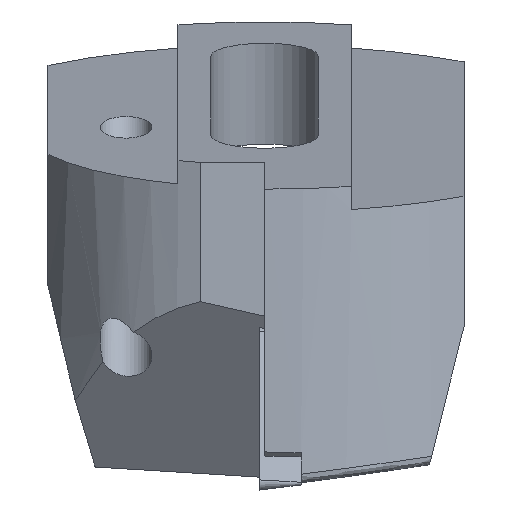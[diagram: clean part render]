
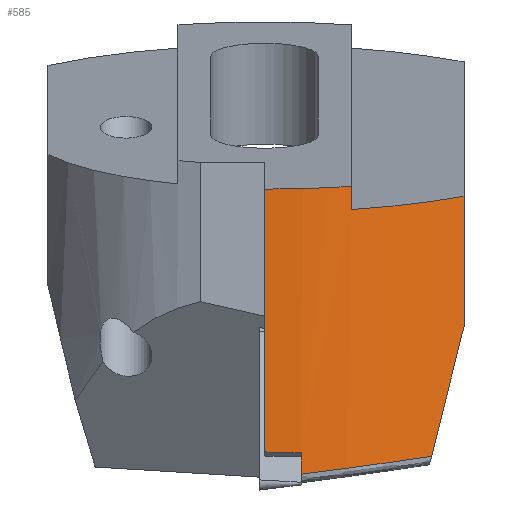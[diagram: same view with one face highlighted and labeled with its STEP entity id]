
A CAD part, left-side view. The second image highlights one B-rep face of the part: STEP entity #585.
In plain terms, the highlighted cylindrical face has radius 19.67 mm (diameter 39.341 mm), a partial arc.
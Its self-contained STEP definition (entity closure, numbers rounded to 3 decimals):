
#413=EDGE_CURVE('240[2]',#973,#974,#975,.T.);
#514=EDGE_CURVE('240[2]',#1034,#1107,#1108,.T.);
#516=EDGE_CURVE('240[2]',#1110,#773,#1111,.T.);
#534=EDGE_CURVE('240[2]',#773,#1107,#1133,.T.);
#543=EDGE_CURVE('240[2]',#1143,#1007,#1144,.T.);
#553=EDGE_CURVE('240[2]',#1110,#1007,#1157,.T.);
#585=ADVANCED_FACE('240[2]',(#1193),#1194,.T.);
#646=EDGE_CURVE('240[2]',#1034,#974,#1264,.T.);
#659=EDGE_CURVE('240[2]',#1150,#1143,#1278,.T.);
#668=EDGE_CURVE('240[2]',#973,#1150,#1288,.T.);
#773=VERTEX_POINT('NONE',#1448);
#973=VERTEX_POINT('NONE',#1819);
#974=VERTEX_POINT('NONE',#1820);
#975=(B_SPLINE_CURVE(3,(#1822,#1823,#1824,#1825),.UNSPECIFIED.,.F.,.F.)B_SPLINE_CURVE_WITH_KNOTS((4,4),(3.142,3.249),.UNSPECIFIED.)RATIONAL_B_SPLINE_CURVE((1.0,0.999,0.999,1.0))BOUNDED_CURVE()REPRESENTATION_ITEM('')GEOMETRIC_REPRESENTATION_ITEM()CURVE());
#1007=VERTEX_POINT('NONE',#1885);
#1034=VERTEX_POINT('NONE',#1954);
#1107=VERTEX_POINT('NONE',#2084);
#1108=(B_SPLINE_CURVE(3,(#2086,#2087,#2088,#2089),.UNSPECIFIED.,.F.,.F.)B_SPLINE_CURVE_WITH_KNOTS((4,4),(1.275,1.68),.UNSPECIFIED.)RATIONAL_B_SPLINE_CURVE((1.0,0.986,0.986,1.0))BOUNDED_CURVE()REPRESENTATION_ITEM('')GEOMETRIC_REPRESENTATION_ITEM()CURVE());
#1110=VERTEX_POINT('NONE',#2098);
#1111=LINE('',#2099,#2100);
#1133=(B_SPLINE_CURVE(3,(#2159,#2160,#2161,#2162),.UNSPECIFIED.,.F.,.F.)B_SPLINE_CURVE_WITH_KNOTS((4,4),(4.153,4.265),.UNSPECIFIED.)RATIONAL_B_SPLINE_CURVE((1.0,0.999,0.999,1.0))BOUNDED_CURVE()REPRESENTATION_ITEM('')GEOMETRIC_REPRESENTATION_ITEM()CURVE());
#1143=VERTEX_POINT('NONE',#2193);
#1144=LINE('',#2194,#2195);
#1150=VERTEX_POINT('NONE',#2203);
#1157=(B_SPLINE_CURVE(3,(#2214,#2215,#2216,#2217),.UNSPECIFIED.,.F.,.F.)B_SPLINE_CURVE_WITH_KNOTS((4,4),(5.659,6.026),.UNSPECIFIED.)RATIONAL_B_SPLINE_CURVE((1.0,0.989,0.989,1.0))BOUNDED_CURVE()REPRESENTATION_ITEM('')GEOMETRIC_REPRESENTATION_ITEM()CURVE());
#1193=FACE_OUTER_BOUND('',#2313,.T.);
#1194=CYLINDRICAL_SURFACE('',#2314,19.67);
#1264=LINE('',#2465,#2466);
#1278=(B_SPLINE_CURVE(3,(#2489,#2490,#2491,#2492),.UNSPECIFIED.,.F.,.F.)B_SPLINE_CURVE_WITH_KNOTS((4,4),(0.0,0.257),.UNSPECIFIED.)RATIONAL_B_SPLINE_CURVE((1.0,0.995,0.995,1.0))BOUNDED_CURVE()REPRESENTATION_ITEM('')GEOMETRIC_REPRESENTATION_ITEM()CURVE());
#1288=LINE('',#2522,#2523);
#1448=CARTESIAN_POINT('',(-15.959,-11.5,-17.583));
#1819=CARTESIAN_POINT('',(-19.67,0.,-24.804));
#1820=CARTESIAN_POINT('',(-19.558,-2.1,-24.861));
#1822=CARTESIAN_POINT('',(-19.67,0.,-24.804));
#1823=CARTESIAN_POINT('',(-19.67,-0.702,-24.804));
#1824=CARTESIAN_POINT('',(-19.633,-1.402,-24.823));
#1825=CARTESIAN_POINT('',(-19.558,-2.1,-24.861));
#1885=CARTESIAN_POINT('',(-19.024,-5.0,-10.82));
#1954=CARTESIAN_POINT('',(-19.558,-2.1,-26.084));
#2084=CARTESIAN_POINT('',(-17.15,-9.634,-25.058));
#2086=CARTESIAN_POINT('',(-19.558,-2.1,-26.084));
#2087=CARTESIAN_POINT('',(-19.273,-4.758,-25.751));
#2088=CARTESIAN_POINT('',(-18.459,-7.303,-25.404));
#2089=CARTESIAN_POINT('',(-17.15,-9.634,-25.058));
#2098=CARTESIAN_POINT('',(-15.959,-11.5,-10.056));
#2099=CARTESIAN_POINT('',(-15.959,-11.5,0.));
#2100=VECTOR('',#2945,1000.0);
#2159=CARTESIAN_POINT('',(-15.959,-11.5,-17.583));
#2160=CARTESIAN_POINT('',(-16.39,-10.901,-19.996));
#2161=CARTESIAN_POINT('',(-16.788,-10.278,-22.49));
#2162=CARTESIAN_POINT('',(-17.15,-9.634,-25.058));
#2193=CARTESIAN_POINT('',(-19.024,-5.0,-9.481));
#2194=CARTESIAN_POINT('',(-19.024,-5.0,0.));
#2195=VECTOR('',#2965,1000.0);
#2203=CARTESIAN_POINT('',(-19.67,0.,-9.642));
#2214=CARTESIAN_POINT('',(-15.959,-11.5,-10.056));
#2215=CARTESIAN_POINT('',(-17.375,-9.534,-10.409));
#2216=CARTESIAN_POINT('',(-18.408,-7.343,-10.667));
#2217=CARTESIAN_POINT('',(-19.024,-5.0,-10.82));
#2313=EDGE_LOOP('',(#3009,#3010,#3011,#3012,#3013,#3014,#3015,#3016,#3017));
#2314=AXIS2_PLACEMENT_3D('',#3018,#3019,#3020);
#2465=CARTESIAN_POINT('',(-19.558,-2.1,0.));
#2466=VECTOR('',#3129,1000.0);
#2489=CARTESIAN_POINT('',(-19.67,0.,-9.642));
#2490=CARTESIAN_POINT('',(-19.67,-1.69,-9.642));
#2491=CARTESIAN_POINT('',(-19.454,-3.366,-9.588));
#2492=CARTESIAN_POINT('',(-19.024,-5.0,-9.481));
#2522=CARTESIAN_POINT('',(-19.67,0.,0.));
#2523=VECTOR('',#3156,1000.0);
#2945=DIRECTION('',(0.,0.,-1.0));
#2965=DIRECTION('',(0.,0.,-1.0));
#3009=ORIENTED_EDGE('',*,*,#646,.F.);
#3010=ORIENTED_EDGE('',*,*,#514,.T.);
#3011=ORIENTED_EDGE('',*,*,#534,.F.);
#3012=ORIENTED_EDGE('',*,*,#516,.F.);
#3013=ORIENTED_EDGE('',*,*,#553,.T.);
#3014=ORIENTED_EDGE('',*,*,#543,.F.);
#3015=ORIENTED_EDGE('',*,*,#659,.F.);
#3016=ORIENTED_EDGE('',*,*,#668,.F.);
#3017=ORIENTED_EDGE('',*,*,#413,.T.);
#3018=CARTESIAN_POINT('',(0.0,0.0,0.0));
#3019=DIRECTION('',(0.,0.,1.0));
#3020=DIRECTION('',(0.,1.0,0.));
#3129=DIRECTION('',(0.,0.,1.0));
#3156=DIRECTION('',(0.,0.,1.0));
